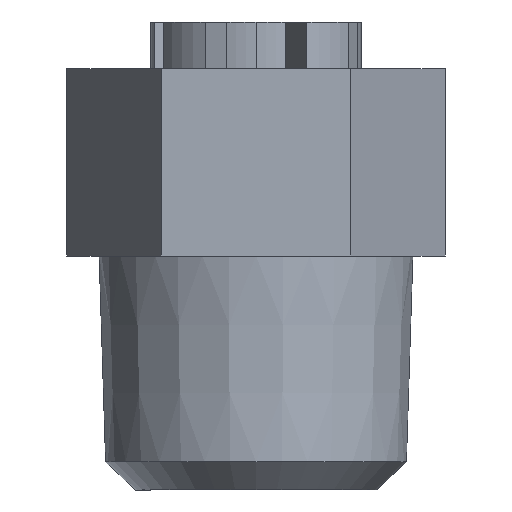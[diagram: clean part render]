
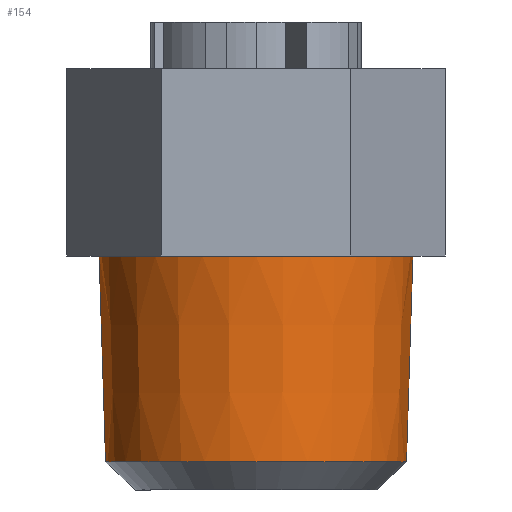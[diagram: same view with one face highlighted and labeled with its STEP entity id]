
A CAD part, left-side view. The second image highlights one B-rep face of the part: STEP entity #154.
In plain terms, the highlighted conical face has half-angle 1.79 degrees and reference radius 6.428 mm.
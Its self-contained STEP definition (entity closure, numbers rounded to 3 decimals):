
#38 = EDGE_LOOP ( 'NONE', ( #711, #143, #619, #1340 ) ) ;
#45 = CARTESIAN_POINT ( 'NONE',  ( 0., -6.703, 3.99 ) ) ;
#59 = CARTESIAN_POINT ( 'NONE',  ( 0., 6.703, 3.99 ) ) ;
#126 = EDGE_CURVE ( 'NONE', #1503, #422, #540, .T. ) ;
#132 = VERTEX_POINT ( 'NONE', #45 ) ;
#143 = ORIENTED_EDGE ( 'NONE', *, *, #561, .T. ) ;
#154 = ADVANCED_FACE ( 'NONE', ( #1117 ), #1085, .T. ) ;
#196 = AXIS2_PLACEMENT_3D ( 'NONE', #1061, #403, #879 ) ;
#216 = VECTOR ( 'NONE', #794, 1000. ) ;
#226 = DIRECTION ( 'NONE',  ( 0., 0., 1. ) ) ;
#259 = CARTESIAN_POINT ( 'NONE',  ( 0., 6.428, -4.81 ) ) ;
#316 = AXIS2_PLACEMENT_3D ( 'NONE', #966, #226, #1089 ) ;
#403 = DIRECTION ( 'NONE',  ( 0., 0., 1. ) ) ;
#422 = VERTEX_POINT ( 'NONE', #59 ) ;
#540 = LINE ( 'NONE', #668, #216 ) ;
#561 = EDGE_CURVE ( 'NONE', #1503, #796, #1246, .T. ) ;
#619 = ORIENTED_EDGE ( 'NONE', *, *, #1399, .T. ) ;
#668 = CARTESIAN_POINT ( 'NONE',  ( 0., 6.428, -4.81 ) ) ;
#698 = DIRECTION ( 'NONE',  ( 0., 0., 1. ) ) ;
#711 = ORIENTED_EDGE ( 'NONE', *, *, #126, .F. ) ;
#739 = CARTESIAN_POINT ( 'NONE',  ( 0., -6.428, -4.81 ) ) ;
#790 = CIRCLE ( 'NONE', #917, 6.703 ) ;
#794 = DIRECTION ( 'NONE',  ( 0., 0.031, 1. ) ) ;
#796 = VERTEX_POINT ( 'NONE', #919 ) ;
#879 = DIRECTION ( 'NONE',  ( 0., -1., 0. ) ) ;
#917 = AXIS2_PLACEMENT_3D ( 'NONE', #1444, #698, #1574 ) ;
#919 = CARTESIAN_POINT ( 'NONE',  ( 0., -6.428, -4.81 ) ) ;
#966 = CARTESIAN_POINT ( 'NONE',  ( 0., 0., -4.81 ) ) ;
#1061 = CARTESIAN_POINT ( 'NONE',  ( 0., 0., -4.81 ) ) ;
#1071 = EDGE_CURVE ( 'NONE', #422, #132, #790, .T. ) ;
#1085 = CONICAL_SURFACE ( 'NONE', #196, 6.428, 0.031 ) ;
#1089 = DIRECTION ( 'NONE',  ( 0., -1., 0. ) ) ;
#1102 = LINE ( 'NONE', #739, #1387 ) ;
#1117 = FACE_OUTER_BOUND ( 'NONE', #38, .T. ) ;
#1246 = CIRCLE ( 'NONE', #316, 6.428 ) ;
#1340 = ORIENTED_EDGE ( 'NONE', *, *, #1071, .F. ) ;
#1387 = VECTOR ( 'NONE', #1614, 1000. ) ;
#1399 = EDGE_CURVE ( 'NONE', #796, #132, #1102, .T. ) ;
#1444 = CARTESIAN_POINT ( 'NONE',  ( 0., 0., 3.99 ) ) ;
#1503 = VERTEX_POINT ( 'NONE', #259 ) ;
#1574 = DIRECTION ( 'NONE',  ( 0., -1., 0. ) ) ;
#1614 = DIRECTION ( 'NONE',  ( 0., -0.031, 1. ) ) ;
